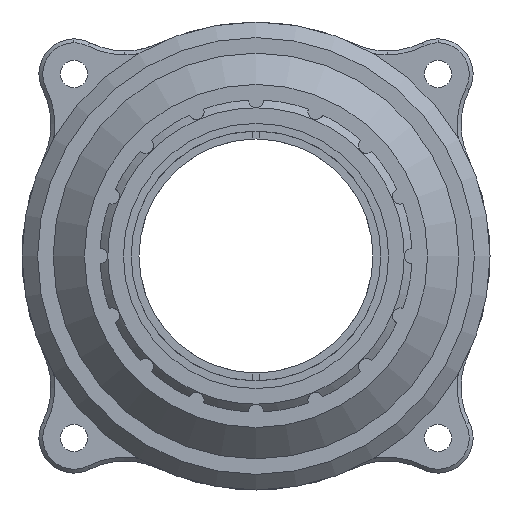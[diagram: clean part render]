
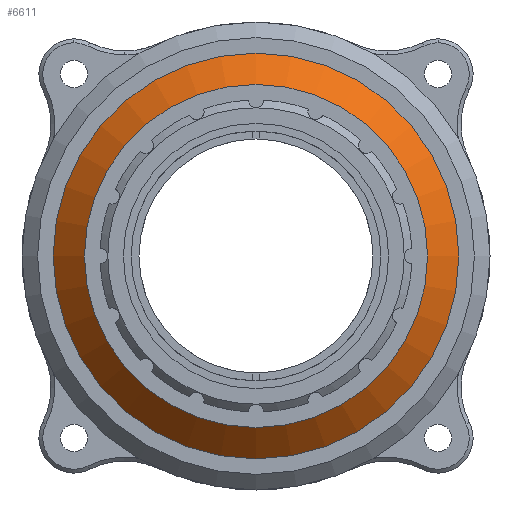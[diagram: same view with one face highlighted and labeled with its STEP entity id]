
A CAD part, front view. The second image highlights one B-rep face of the part: STEP entity #6611.
In plain terms, the highlighted conical face has half-angle 45 degrees and reference radius 22 mm.
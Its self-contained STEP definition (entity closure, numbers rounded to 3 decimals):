
#6252=CARTESIAN_POINT('',(0.,-16.,26.));
#6253=VERTEX_POINT('',#6252);
#6260=CARTESIAN_POINT('',(0.,-16.,-26.));
#6261=VERTEX_POINT('',#6260);
#6262=CARTESIAN_POINT('',(0.,-16.,-0.));
#6263=DIRECTION('',(-0.,1.,-0.));
#6264=DIRECTION('',(0.,0.,-1.));
#6265=AXIS2_PLACEMENT_3D('',#6262,#6263,#6264);
#6266=CIRCLE('',#6265,26.);
#6267=EDGE_CURVE('',#6253,#6261,#6266,.T.);
#6269=CARTESIAN_POINT('',(0.,-16.,-0.));
#6270=DIRECTION('',(-0.,1.,-0.));
#6271=DIRECTION('',(0.,0.,-1.));
#6272=AXIS2_PLACEMENT_3D('',#6269,#6270,#6271);
#6273=CIRCLE('',#6272,26.);
#6274=EDGE_CURVE('',#6261,#6253,#6273,.T.);
#6480=CARTESIAN_POINT('',(0.,-20.,-22.));
#6481=VERTEX_POINT('',#6480);
#6482=CARTESIAN_POINT('',(0.,-20.,22.));
#6483=VERTEX_POINT('',#6482);
#6484=CARTESIAN_POINT('',(0.,-20.,-0.));
#6485=DIRECTION('',(0.,-1.,0.));
#6486=DIRECTION('',(0.,0.,-1.));
#6487=AXIS2_PLACEMENT_3D('',#6484,#6485,#6486);
#6488=CIRCLE('',#6487,22.);
#6489=EDGE_CURVE('',#6481,#6483,#6488,.T.);
#6491=CARTESIAN_POINT('',(0.,-20.,-0.));
#6492=DIRECTION('',(0.,-1.,0.));
#6493=DIRECTION('',(0.,0.,-1.));
#6494=AXIS2_PLACEMENT_3D('',#6491,#6492,#6493);
#6495=CIRCLE('',#6494,22.);
#6496=EDGE_CURVE('',#6483,#6481,#6495,.T.);
#6593=CARTESIAN_POINT('',(0.,-20.,-0.));
#6594=DIRECTION('',(0.,1.,0.));
#6595=DIRECTION('',(0.,-0.,1.));
#6596=AXIS2_PLACEMENT_3D('',#6593,#6594,#6595);
#6597=CONICAL_SURFACE('',#6596,22.,45.);
#6598=CARTESIAN_POINT('',(0.,-16.,26.));
#6599=DIRECTION('',(-0.,-0.707,-0.707));
#6600=VECTOR('',#6599,5.657);
#6601=LINE('',#6598,#6600);
#6602=EDGE_CURVE('',#6253,#6483,#6601,.T.);
#6603=ORIENTED_EDGE('',*,*,#6602,.T.);
#6604=ORIENTED_EDGE('',*,*,#6489,.F.);
#6605=ORIENTED_EDGE('',*,*,#6496,.F.);
#6606=ORIENTED_EDGE('',*,*,#6602,.F.);
#6607=ORIENTED_EDGE('',*,*,#6274,.F.);
#6608=ORIENTED_EDGE('',*,*,#6267,.F.);
#6609=EDGE_LOOP('',(#6603,#6604,#6605,#6606,#6607,#6608));
#6610=FACE_BOUND('',#6609,.T.);
#6611=ADVANCED_FACE('',(#6610),#6597,.T.);
